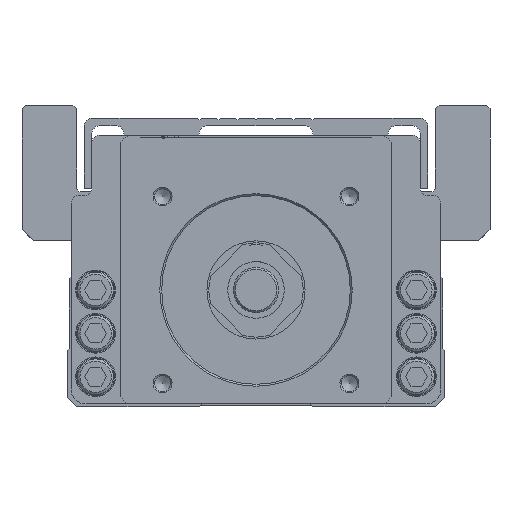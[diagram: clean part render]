
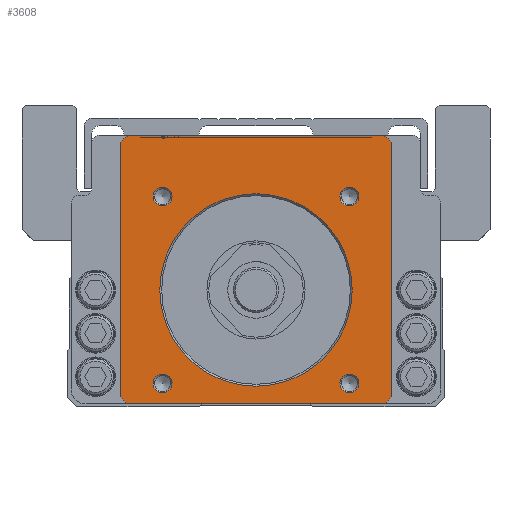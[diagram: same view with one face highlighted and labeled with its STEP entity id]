
A CAD part, front view. The second image highlights one B-rep face of the part: STEP entity #3608.
In plain terms, the highlighted planar face has unit normal (0, -1, 0).
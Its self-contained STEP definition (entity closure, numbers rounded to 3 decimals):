
#1454=FACE_BOUND('',#7369,.T.);
#1455=FACE_BOUND('',#7370,.T.);
#1456=FACE_BOUND('',#7371,.T.);
#1457=FACE_BOUND('',#7372,.T.);
#1458=FACE_BOUND('',#7373,.T.);
#1459=FACE_BOUND('',#7374,.T.);
#2191=CIRCLE('',#26053,25.5);
#2292=CIRCLE('',#26450,3.);
#2294=CIRCLE('',#26453,3.);
#2322=CIRCLE('',#26510,2.5);
#2325=CIRCLE('',#26516,2.5);
#2328=CIRCLE('',#26522,2.5);
#2331=CIRCLE('',#26528,2.5);
#2334=CIRCLE('',#26535,3.);
#2335=CIRCLE('',#26536,3.);
#3608=ADVANCED_FACE('',(#1454,#1455,#1456,#1457,#1458,#1459),#4703,.T.);
#4703=PLANE('',#26537);
#7369=EDGE_LOOP('',(#12843));
#7370=EDGE_LOOP('',(#12844));
#7371=EDGE_LOOP('',(#12845));
#7372=EDGE_LOOP('',(#12846));
#7373=EDGE_LOOP('',(#12847));
#7374=EDGE_LOOP('',(#12848,#12849,#12850,#12851,#12852,#12853,#12854,#12855));
#12843=ORIENTED_EDGE('',*,*,#18540,.T.);
#12844=ORIENTED_EDGE('',*,*,#19363,.T.);
#12845=ORIENTED_EDGE('',*,*,#19366,.T.);
#12846=ORIENTED_EDGE('',*,*,#19369,.T.);
#12847=ORIENTED_EDGE('',*,*,#19372,.T.);
#12848=ORIENTED_EDGE('',*,*,#19375,.T.);
#12849=ORIENTED_EDGE('',*,*,#19273,.T.);
#12850=ORIENTED_EDGE('',*,*,#19376,.T.);
#12851=ORIENTED_EDGE('',*,*,#19377,.T.);
#12852=ORIENTED_EDGE('',*,*,#19378,.T.);
#12853=ORIENTED_EDGE('',*,*,#19379,.T.);
#12854=ORIENTED_EDGE('',*,*,#19380,.T.);
#12855=ORIENTED_EDGE('',*,*,#19269,.T.);
#15703=VERTEX_POINT('',#38246);
#16207=VERTEX_POINT('',#40356);
#16208=VERTEX_POINT('',#40358);
#16211=VERTEX_POINT('',#40365);
#16212=VERTEX_POINT('',#40367);
#16284=VERTEX_POINT('',#40619);
#16288=VERTEX_POINT('',#40629);
#16292=VERTEX_POINT('',#40639);
#16296=VERTEX_POINT('',#40649);
#16300=VERTEX_POINT('',#40661);
#16301=VERTEX_POINT('',#40663);
#16302=VERTEX_POINT('',#40665);
#16303=VERTEX_POINT('',#40667);
#18540=EDGE_CURVE('',#15703,#15703,#2191,.T.);
#19269=EDGE_CURVE('',#16208,#16207,#2292,.T.);
#19273=EDGE_CURVE('',#16212,#16211,#2294,.T.);
#19363=EDGE_CURVE('',#16284,#16284,#2322,.T.);
#19366=EDGE_CURVE('',#16288,#16288,#2325,.T.);
#19369=EDGE_CURVE('',#16292,#16292,#2328,.T.);
#19372=EDGE_CURVE('',#16296,#16296,#2331,.T.);
#19375=EDGE_CURVE('',#16207,#16212,#21965,.T.);
#19376=EDGE_CURVE('',#16211,#16300,#21966,.T.);
#19377=EDGE_CURVE('',#16300,#16301,#2334,.T.);
#19378=EDGE_CURVE('',#16301,#16302,#21967,.T.);
#19379=EDGE_CURVE('',#16302,#16303,#2335,.T.);
#19380=EDGE_CURVE('',#16303,#16208,#21968,.T.);
#21965=LINE('',#40659,#24378);
#21966=LINE('',#40660,#24379);
#21967=LINE('',#40664,#24380);
#21968=LINE('',#40668,#24381);
#24378=VECTOR('',#32287,1.);
#24379=VECTOR('',#32288,1.);
#24380=VECTOR('',#32291,1.);
#24381=VECTOR('',#32294,1.);
#26053=AXIS2_PLACEMENT_3D('',#38245,#30666,#30667);
#26450=AXIS2_PLACEMENT_3D('',#40357,#32064,#32065);
#26453=AXIS2_PLACEMENT_3D('',#40366,#32072,#32073);
#26510=AXIS2_PLACEMENT_3D('',#40618,#32237,#32238);
#26516=AXIS2_PLACEMENT_3D('',#40628,#32249,#32250);
#26522=AXIS2_PLACEMENT_3D('',#40638,#32261,#32262);
#26528=AXIS2_PLACEMENT_3D('',#40648,#32273,#32274);
#26535=AXIS2_PLACEMENT_3D('',#40662,#32289,#32290);
#26536=AXIS2_PLACEMENT_3D('',#40666,#32292,#32293);
#26537=AXIS2_PLACEMENT_3D('',#40669,#32295,#32296);
#30666=DIRECTION('',(0.,1.,0.));
#30667=DIRECTION('',(0.,0.,-1.));
#32064=DIRECTION('',(0.,-1.,0.));
#32065=DIRECTION('',(0.,0.,-1.));
#32072=DIRECTION('',(0.,-1.,0.));
#32073=DIRECTION('',(0.,0.,-1.));
#32237=DIRECTION('',(0.,1.,0.));
#32238=DIRECTION('',(0.,0.,-1.));
#32249=DIRECTION('',(0.,1.,0.));
#32250=DIRECTION('',(0.,0.,-1.));
#32261=DIRECTION('',(0.,1.,0.));
#32262=DIRECTION('',(0.,0.,-1.));
#32273=DIRECTION('',(0.,1.,0.));
#32274=DIRECTION('',(0.,0.,-1.));
#32287=DIRECTION('',(1.,0.,0.));
#32288=DIRECTION('',(0.,0.,1.));
#32289=DIRECTION('',(0.,-1.,0.));
#32290=DIRECTION('',(0.,0.,-1.));
#32291=DIRECTION('',(-1.,0.,0.));
#32292=DIRECTION('',(0.,-1.,0.));
#32293=DIRECTION('',(0.,0.,-1.));
#32294=DIRECTION('',(0.,0.,-1.));
#32295=DIRECTION('',(0.,-1.,0.));
#32296=DIRECTION('',(0.,0.,1.));
#38245=CARTESIAN_POINT('',(0.,-299.9,-24.));
#38246=CARTESIAN_POINT('',(0.,-299.9,-49.5));
#40356=CARTESIAN_POINT('',(-33.,-299.9,-54.2));
#40357=CARTESIAN_POINT('',(-33.,-299.9,-51.2));
#40358=CARTESIAN_POINT('',(-36.,-299.9,-51.2));
#40365=CARTESIAN_POINT('',(36.,-299.9,-51.2));
#40366=CARTESIAN_POINT('',(33.,-299.9,-51.2));
#40367=CARTESIAN_POINT('',(33.,-299.9,-54.2));
#40618=CARTESIAN_POINT('',(-24.749,-299.9,-48.749));
#40619=CARTESIAN_POINT('',(-24.749,-299.9,-51.249));
#40628=CARTESIAN_POINT('',(-24.749,-299.9,0.749));
#40629=CARTESIAN_POINT('',(-24.749,-299.9,-1.751));
#40638=CARTESIAN_POINT('',(24.749,-299.9,0.749));
#40639=CARTESIAN_POINT('',(24.749,-299.9,-1.751));
#40648=CARTESIAN_POINT('',(24.749,-299.9,-48.749));
#40649=CARTESIAN_POINT('',(24.749,-299.9,-51.249));
#40659=CARTESIAN_POINT('',(-49.,-299.9,-54.2));
#40660=CARTESIAN_POINT('',(36.,-299.9,-54.5));
#40661=CARTESIAN_POINT('',(36.,-299.9,14.));
#40662=CARTESIAN_POINT('',(33.,-299.9,14.));
#40663=CARTESIAN_POINT('',(33.,-299.9,17.));
#40664=CARTESIAN_POINT('',(33.,-299.9,17.));
#40665=CARTESIAN_POINT('',(-33.,-299.9,17.));
#40666=CARTESIAN_POINT('',(-33.,-299.9,14.));
#40667=CARTESIAN_POINT('',(-36.,-299.9,14.));
#40668=CARTESIAN_POINT('',(-36.,-299.9,12.));
#40669=CARTESIAN_POINT('',(-33.,-299.9,12.));
